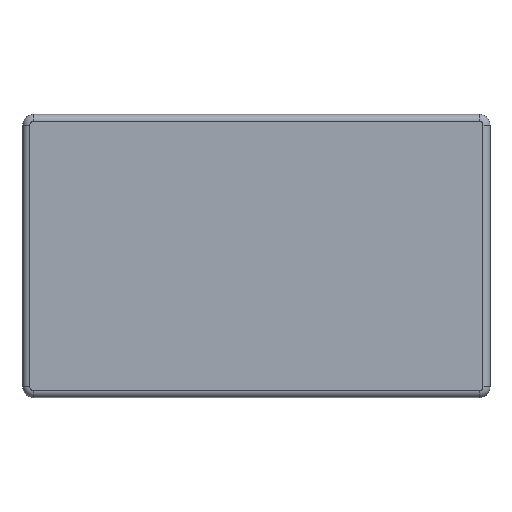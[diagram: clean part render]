
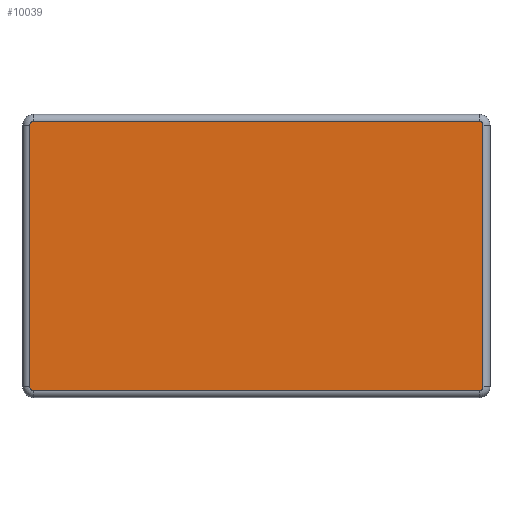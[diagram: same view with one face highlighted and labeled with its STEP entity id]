
A CAD part, front view. The second image highlights one B-rep face of the part: STEP entity #10039.
In plain terms, the highlighted planar face has unit normal (0, -1, 0).
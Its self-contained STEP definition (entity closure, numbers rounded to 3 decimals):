
#10003 = EDGE_LOOP ( 'NONE', ( #10042, #10051, #10057, #10062, #10100, #10107, #10113, #10119 ) ) ;
#10039 = ADVANCED_FACE ( 'NONE', ( #33677 ), #33676, .F. ) ;
#10042 = ORIENTED_EDGE ( 'NONE', *, *, #10044, .T. ) ;
#10044 = EDGE_CURVE ( 'NONE', #10045, #10048, #33666, .T. ) ;
#10045 = VERTEX_POINT ( 'NONE', #33662 ) ;
#10048 = VERTEX_POINT ( 'NONE', #33733 ) ;
#10051 = ORIENTED_EDGE ( 'NONE', *, *, #10052, .T. ) ;
#10052 = EDGE_CURVE ( 'NONE', #10048, #10054, #33715, .T. ) ;
#10054 = VERTEX_POINT ( 'NONE', #33710 ) ;
#10057 = ORIENTED_EDGE ( 'NONE', *, *, #10058, .T. ) ;
#10058 = EDGE_CURVE ( 'NONE', #10054, #10059, #33231, .T. ) ;
#10059 = VERTEX_POINT ( 'NONE', #33770 ) ;
#10062 = ORIENTED_EDGE ( 'NONE', *, *, #10066, .T. ) ;
#10066 = EDGE_CURVE ( 'NONE', #10059, #10067, #33763, .T. ) ;
#10067 = VERTEX_POINT ( 'NONE', #33758 ) ;
#10100 = ORIENTED_EDGE ( 'NONE', *, *, #10102, .T. ) ;
#10102 = EDGE_CURVE ( 'NONE', #10067, #10104, #33845, .T. ) ;
#10104 = VERTEX_POINT ( 'NONE', #33916 ) ;
#10107 = ORIENTED_EDGE ( 'NONE', *, *, #10108, .T. ) ;
#10108 = EDGE_CURVE ( 'NONE', #10104, #10110, #33909, .T. ) ;
#10110 = VERTEX_POINT ( 'NONE', #33904 ) ;
#10113 = ORIENTED_EDGE ( 'NONE', *, *, #10114, .T. ) ;
#10114 = EDGE_CURVE ( 'NONE', #10110, #10116, #33897, .T. ) ;
#10116 = VERTEX_POINT ( 'NONE', #33893 ) ;
#10119 = ORIENTED_EDGE ( 'NONE', *, *, #10120, .T. ) ;
#10120 = EDGE_CURVE ( 'NONE', #10116, #10045, #33885, .T. ) ;
#33228 = DIRECTION ( 'NONE',  ( 0., 0., 1. ) ) ;
#33229 = VECTOR ( 'NONE', #33228, 1000. ) ;
#33230 = CARTESIAN_POINT ( 'NONE',  ( 64., -16., 40. ) ) ;
#33231 = LINE ( 'NONE', #33230, #33229 ) ;
#33662 = CARTESIAN_POINT ( 'NONE',  ( -63., -16., -38. ) ) ;
#33663 = DIRECTION ( 'NONE',  ( 1., 0., 0. ) ) ;
#33664 = VECTOR ( 'NONE', #33663, 1000. ) ;
#33665 = CARTESIAN_POINT ( 'NONE',  ( -66., -16., -38. ) ) ;
#33666 = LINE ( 'NONE', #33665, #33664 ) ;
#33672 = DIRECTION ( 'NONE',  ( 0., 0., 1. ) ) ;
#33673 = DIRECTION ( 'NONE',  ( 0., 1., 0. ) ) ;
#33674 = CARTESIAN_POINT ( 'NONE',  ( -66., -16., 40. ) ) ;
#33675 = AXIS2_PLACEMENT_3D ( 'NONE', #33674, #33673, #33672 ) ;
#33676 = PLANE ( 'NONE',  #33675 ) ;
#33677 = FACE_OUTER_BOUND ( 'NONE', #10003, .T. ) ;
#33710 = CARTESIAN_POINT ( 'NONE',  ( 64., -16., -37. ) ) ;
#33711 = DIRECTION ( 'NONE',  ( 0., 0., 1. ) ) ;
#33712 = DIRECTION ( 'NONE',  ( 0., -1., 0. ) ) ;
#33713 = CARTESIAN_POINT ( 'NONE',  ( 63., -16., -37. ) ) ;
#33714 = AXIS2_PLACEMENT_3D ( 'NONE', #33713, #33712, #33711 ) ;
#33715 = CIRCLE ( 'NONE', #33714, 1. ) ;
#33733 = CARTESIAN_POINT ( 'NONE',  ( 63., -16., -38. ) ) ;
#33758 = CARTESIAN_POINT ( 'NONE',  ( 63., -16., 38. ) ) ;
#33759 = DIRECTION ( 'NONE',  ( 0., 0., 1. ) ) ;
#33760 = DIRECTION ( 'NONE',  ( 0., -1., 0. ) ) ;
#33761 = CARTESIAN_POINT ( 'NONE',  ( 63., -16., 37. ) ) ;
#33762 = AXIS2_PLACEMENT_3D ( 'NONE', #33761, #33760, #33759 ) ;
#33763 = CIRCLE ( 'NONE', #33762, 1. ) ;
#33770 = CARTESIAN_POINT ( 'NONE',  ( 64., -16., 37. ) ) ;
#33843 = VECTOR ( 'NONE', #33918, 1000. ) ;
#33844 = CARTESIAN_POINT ( 'NONE',  ( -66., -16., 38. ) ) ;
#33845 = LINE ( 'NONE', #33844, #33843 ) ;
#33885 = CIRCLE ( 'NONE', #33952, 1. ) ;
#33893 = CARTESIAN_POINT ( 'NONE',  ( -64., -16., -37. ) ) ;
#33894 = DIRECTION ( 'NONE',  ( 0., 0., -1. ) ) ;
#33895 = VECTOR ( 'NONE', #33894, 1000. ) ;
#33896 = CARTESIAN_POINT ( 'NONE',  ( -64., -16., 40. ) ) ;
#33897 = LINE ( 'NONE', #33896, #33895 ) ;
#33904 = CARTESIAN_POINT ( 'NONE',  ( -64., -16., 37. ) ) ;
#33905 = DIRECTION ( 'NONE',  ( 0., 0., 1. ) ) ;
#33906 = DIRECTION ( 'NONE',  ( 0., -1., 0. ) ) ;
#33907 = CARTESIAN_POINT ( 'NONE',  ( -63., -16., 37. ) ) ;
#33908 = AXIS2_PLACEMENT_3D ( 'NONE', #33907, #33906, #33905 ) ;
#33909 = CIRCLE ( 'NONE', #33908, 1. ) ;
#33916 = CARTESIAN_POINT ( 'NONE',  ( -63., -16., 38. ) ) ;
#33918 = DIRECTION ( 'NONE',  ( -1., 0., 0. ) ) ;
#33949 = DIRECTION ( 'NONE',  ( 0., 0., 1. ) ) ;
#33950 = DIRECTION ( 'NONE',  ( 0., -1., 0. ) ) ;
#33951 = CARTESIAN_POINT ( 'NONE',  ( -63., -16., -37. ) ) ;
#33952 = AXIS2_PLACEMENT_3D ( 'NONE', #33951, #33950, #33949 ) ;
